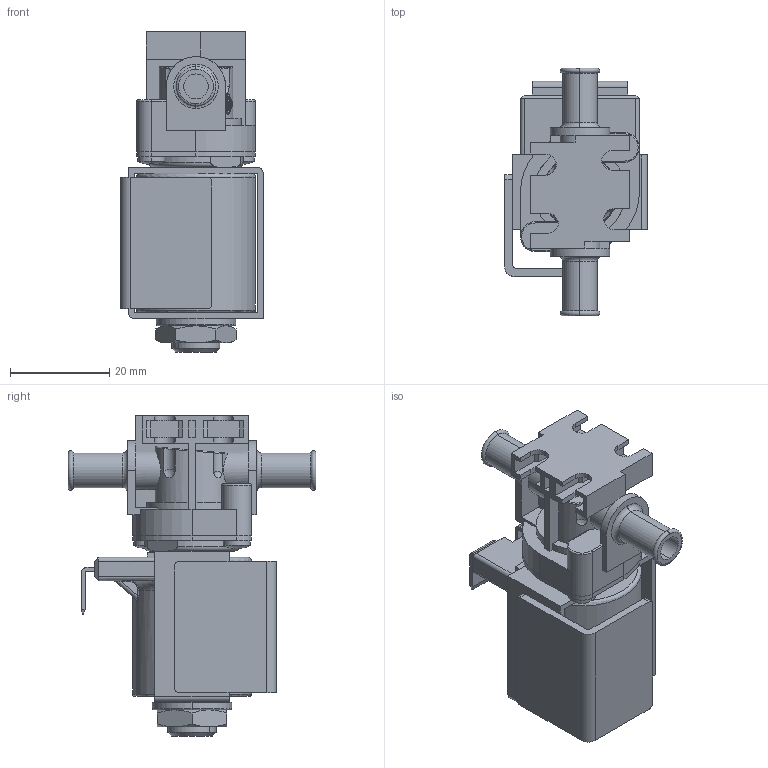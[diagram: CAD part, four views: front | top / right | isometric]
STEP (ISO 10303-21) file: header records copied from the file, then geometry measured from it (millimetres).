
FILE_DESCRIPTION((''),'2;1');
FILE_NAME('21SBGS4E30_INGOMBRO_ASM','2009-12-11T',('romeri'),('O.D.E.'),'PRO/ENGINEER BY PARAMETRIC TECHNOLOGY CORPORATION, 2005450','PRO/ENGINEER BY PARAMETRIC TECHNOLOGY CORPORATION, 2005450','');
FILE_SCHEMA(('CONFIG_CONTROL_DESIGN'));
Length unit declared in the file: millimetre
Products named in the file (8): 450SBG_30_INGOMBRO; 452318_INGOMBRO; 452685_INGOMBRO; 990565; 452691_INGOMBRO; 452571; 450146; 21SBGS4E30_INGOMBRO_ASM
Assembly tree (8 placements, depth 2):
  21SBGS4E30_INGOMBRO_ASM
    450SBG_30_INGOMBRO
    452318_INGOMBRO
    452685_INGOMBRO
    990565  x2
    452691_INGOMBRO
    452571
    450146
Bounding box: 28.8 x 50 x 64.65 mm (x, y, z)
Volume: 19124.3 mm3; surface area: 18467.6 mm2
Topology: 7 solids, 10 shells, 669 faces, 1645 edges, 1015 vertices
Faces by surface type: plane 321, cylinder 183, torus 60, bspline 46, cone 31, sphere 28
Entity records: 23551 total; most frequent: CARTESIAN_POINT 6752, ORIENTED_EDGE 2918, DIRECTION 2802, EDGE_CURVE 1469, AXIS2_PLACEMENT_3D 975, VERTEX_POINT 919, PRESENTATION_STYLE_ASSIGNMENT 878, STYLED_ITEM 878
